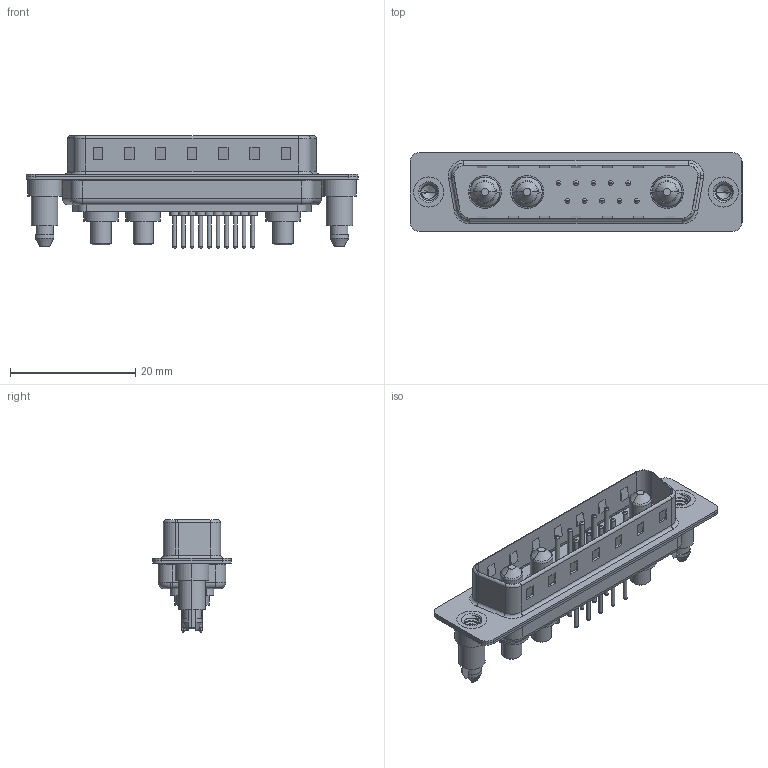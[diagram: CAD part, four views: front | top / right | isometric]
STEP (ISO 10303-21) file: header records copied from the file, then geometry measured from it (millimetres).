
FILE_DESCRIPTION (( 'STEP AP203' ), '1' );
FILE_NAME ('627-13W3624-3N5.STEP', '2019-05-27T11:55:02', ( '' ), ( '' ), 'SwSTEP 2.0', 'SolidWorks 2016', '' );
FILE_SCHEMA (( 'CONFIG_CONTROL_DESIGN' ));
Length unit declared in the file: millimetre
Products named in the file (8): 627Combo Shell Rear_25 Contacts; 627Combo Shell Front_25 Contacts; 627Combo Threaded Boardlock_5; Power Pin_30A S; 627Combo Contact Row 1_24; 627Combo Contact Row 2_24; 627-13W3624-3N5; 627Combo Housing_13W3
Assembly tree (18 placements, depth 2):
  627-13W3624-3N5
    627Combo Housing_13W3
    627Combo Shell Rear_25 Contacts
    627Combo Shell Front_25 Contacts
    627Combo Threaded Boardlock_5  x2
    Power Pin_30A S  x3
    627Combo Contact Row 1_24  x5
    627Combo Contact Row 2_24  x5
Bounding box: 53 x 12.6 x 17.9 mm (x, y, z)
Volume: 3080.2 mm3; surface area: 7095.9 mm2
Topology: 21 solids, 21 shells, 916 faces, 2084 edges, 1284 vertices
Faces by surface type: cylinder 366, plane 287, torus 216, cone 35, bspline 12
Entity records: 19174 total; most frequent: CARTESIAN_POINT 4580, DIRECTION 2988, ORIENTED_EDGE 2678, EDGE_CURVE 1339, AXIS2_PLACEMENT_3D 1153, VERTEX_POINT 845, LINE 682, VECTOR 682
